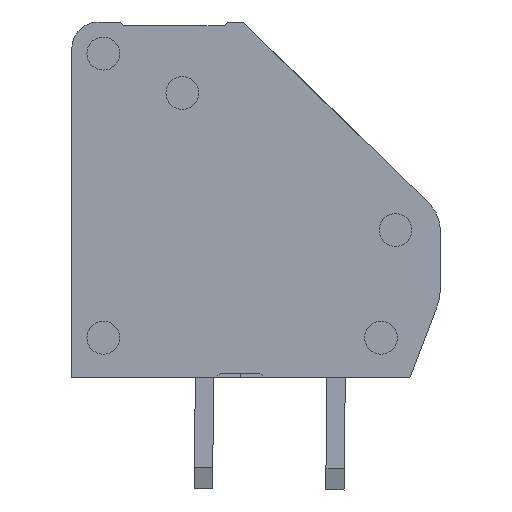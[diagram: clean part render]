
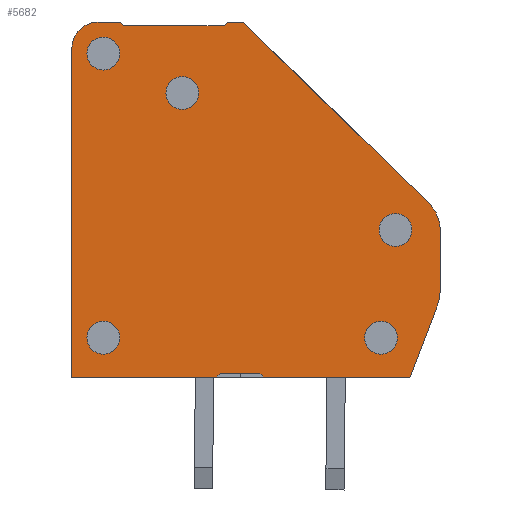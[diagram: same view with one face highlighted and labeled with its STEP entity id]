
A CAD part, front view. The second image highlights one B-rep face of the part: STEP entity #5682.
In plain terms, the highlighted planar face has unit normal (0, -1, 0).
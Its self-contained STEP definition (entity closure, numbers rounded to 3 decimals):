
#267=CIRCLE('',#6186,1.915);
#268=CIRCLE('',#6187,1.397);
#269=CIRCLE('',#6188,1.);
#270=CIRCLE('',#6189,0.625);
#271=CIRCLE('',#6190,0.625);
#272=CIRCLE('',#6191,0.625);
#273=CIRCLE('',#6192,0.625);
#274=CIRCLE('',#6193,0.625);
#1647=ORIENTED_EDGE('',*,*,#2571,.T.);
#1648=ORIENTED_EDGE('',*,*,#2572,.T.);
#1649=ORIENTED_EDGE('',*,*,#2573,.T.);
#1650=ORIENTED_EDGE('',*,*,#2574,.T.);
#1651=ORIENTED_EDGE('',*,*,#2524,.T.);
#1652=ORIENTED_EDGE('',*,*,#2575,.T.);
#1653=ORIENTED_EDGE('',*,*,#2576,.T.);
#1654=ORIENTED_EDGE('',*,*,#2577,.T.);
#1655=ORIENTED_EDGE('',*,*,#2578,.T.);
#1656=ORIENTED_EDGE('',*,*,#2579,.T.);
#1657=ORIENTED_EDGE('',*,*,#2580,.T.);
#1658=ORIENTED_EDGE('',*,*,#2581,.T.);
#1659=ORIENTED_EDGE('',*,*,#2582,.F.);
#1660=ORIENTED_EDGE('',*,*,#2583,.T.);
#1661=ORIENTED_EDGE('',*,*,#2520,.T.);
#1662=ORIENTED_EDGE('',*,*,#2584,.T.);
#1663=ORIENTED_EDGE('',*,*,#2585,.T.);
#1664=ORIENTED_EDGE('',*,*,#2586,.F.);
#1665=ORIENTED_EDGE('',*,*,#2587,.F.);
#1666=ORIENTED_EDGE('',*,*,#2588,.F.);
#1667=ORIENTED_EDGE('',*,*,#2589,.F.);
#1668=ORIENTED_EDGE('',*,*,#2590,.F.);
#2520=EDGE_CURVE('',#3090,#3091,#3711,.T.);
#2524=EDGE_CURVE('',#3094,#3095,#3715,.T.);
#2571=EDGE_CURVE('',#3139,#3140,#3752,.T.);
#2572=EDGE_CURVE('',#3140,#3141,#3753,.T.);
#2573=EDGE_CURVE('',#3141,#3142,#3754,.T.);
#2574=EDGE_CURVE('',#3142,#3094,#3755,.T.);
#2575=EDGE_CURVE('',#3095,#3143,#3756,.T.);
#2576=EDGE_CURVE('',#3143,#3144,#267,.T.);
#2577=EDGE_CURVE('',#3144,#3145,#3757,.T.);
#2578=EDGE_CURVE('',#3145,#3146,#268,.T.);
#2579=EDGE_CURVE('',#3146,#3147,#3758,.T.);
#2580=EDGE_CURVE('',#3147,#3148,#3759,.T.);
#2581=EDGE_CURVE('',#3148,#3149,#3760,.F.);
#2582=EDGE_CURVE('',#3150,#3149,#3761,.T.);
#2583=EDGE_CURVE('',#3150,#3090,#3762,.F.);
#2584=EDGE_CURVE('',#3091,#3151,#269,.T.);
#2585=EDGE_CURVE('',#3151,#3139,#3763,.T.);
#2586=EDGE_CURVE('',#3152,#3152,#270,.T.);
#2587=EDGE_CURVE('',#3153,#3153,#271,.T.);
#2588=EDGE_CURVE('',#3154,#3154,#272,.T.);
#2589=EDGE_CURVE('',#3155,#3155,#273,.T.);
#2590=EDGE_CURVE('',#3156,#3156,#274,.T.);
#3090=VERTEX_POINT('',#9190);
#3091=VERTEX_POINT('',#9191);
#3094=VERTEX_POINT('',#9199);
#3095=VERTEX_POINT('',#9200);
#3139=VERTEX_POINT('',#9293);
#3140=VERTEX_POINT('',#9294);
#3141=VERTEX_POINT('',#9296);
#3142=VERTEX_POINT('',#9298);
#3143=VERTEX_POINT('',#9301);
#3144=VERTEX_POINT('',#9303);
#3145=VERTEX_POINT('',#9305);
#3146=VERTEX_POINT('',#9307);
#3147=VERTEX_POINT('',#9309);
#3148=VERTEX_POINT('',#9311);
#3149=VERTEX_POINT('',#9313);
#3150=VERTEX_POINT('',#9315);
#3151=VERTEX_POINT('',#9318);
#3152=VERTEX_POINT('',#9321);
#3153=VERTEX_POINT('',#9323);
#3154=VERTEX_POINT('',#9325);
#3155=VERTEX_POINT('',#9327);
#3156=VERTEX_POINT('',#9329);
#3711=LINE('',#9189,#4347);
#3715=LINE('',#9198,#4351);
#3752=LINE('',#9292,#4388);
#3753=LINE('',#9295,#4389);
#3754=LINE('',#9297,#4390);
#3755=LINE('',#9299,#4391);
#3756=LINE('',#9300,#4392);
#3757=LINE('',#9304,#4393);
#3758=LINE('',#9308,#4394);
#3759=LINE('',#9310,#4395);
#3760=LINE('',#9312,#4396);
#3761=LINE('',#9314,#4397);
#3762=LINE('',#9316,#4398);
#3763=LINE('',#9319,#4399);
#4347=VECTOR('',#7556,1000.);
#4351=VECTOR('',#7562,1000.);
#4388=VECTOR('',#7623,1000.);
#4389=VECTOR('',#7624,1000.);
#4390=VECTOR('',#7625,1000.);
#4391=VECTOR('',#7626,1000.);
#4392=VECTOR('',#7627,1000.);
#4393=VECTOR('',#7630,1000.);
#4394=VECTOR('',#7633,1000.);
#4395=VECTOR('',#7634,1000.);
#4396=VECTOR('',#7635,1000.);
#4397=VECTOR('',#7636,1000.);
#4398=VECTOR('',#7637,1000.);
#4399=VECTOR('',#7640,1000.);
#4757=EDGE_LOOP('',(#1647,#1648,#1649,#1650,#1651,#1652,#1653,#1654,#1655,
#1656,#1657,#1658,#1659,#1660,#1661,#1662,#1663));
#4758=EDGE_LOOP('',(#1664));
#4759=EDGE_LOOP('',(#1665));
#4760=EDGE_LOOP('',(#1666));
#4761=EDGE_LOOP('',(#1667));
#4762=EDGE_LOOP('',(#1668));
#5124=FACE_BOUND('',#4757,.T.);
#5125=FACE_BOUND('',#4758,.T.);
#5126=FACE_BOUND('',#4759,.T.);
#5127=FACE_BOUND('',#4760,.T.);
#5128=FACE_BOUND('',#4761,.T.);
#5129=FACE_BOUND('',#4762,.T.);
#5387=PLANE('',#6185);
#5682=ADVANCED_FACE('',(#5124,#5125,#5126,#5127,#5128,#5129),#5387,.T.);
#6185=AXIS2_PLACEMENT_3D('',#9291,#7621,#7622);
#6186=AXIS2_PLACEMENT_3D('',#9302,#7628,#7629);
#6187=AXIS2_PLACEMENT_3D('',#9306,#7631,#7632);
#6188=AXIS2_PLACEMENT_3D('',#9317,#7638,#7639);
#6189=AXIS2_PLACEMENT_3D('',#9320,#7641,#7642);
#6190=AXIS2_PLACEMENT_3D('',#9322,#7643,#7644);
#6191=AXIS2_PLACEMENT_3D('',#9324,#7645,#7646);
#6192=AXIS2_PLACEMENT_3D('',#9326,#7647,#7648);
#6193=AXIS2_PLACEMENT_3D('',#9328,#7649,#7650);
#7556=DIRECTION('',(-1.,0.,0.));
#7562=DIRECTION('',(1.,0.,0.));
#7621=DIRECTION('',(0.,-1.,0.));
#7622=DIRECTION('',(0.,0.,-1.));
#7623=DIRECTION('',(1.,0.,0.));
#7624=DIRECTION('',(0.707,0.,0.707));
#7625=DIRECTION('',(1.,0.,0.));
#7626=DIRECTION('',(0.707,0.,-0.707));
#7627=DIRECTION('',(0.358,0.,0.934));
#7628=DIRECTION('',(0.,-1.,0.));
#7629=DIRECTION('',(-1.,0.,0.));
#7630=DIRECTION('',(0.,0.,1.));
#7631=DIRECTION('',(0.,-1.,0.));
#7632=DIRECTION('',(-1.,0.,0.));
#7633=DIRECTION('',(-0.716,0.,0.698));
#7634=DIRECTION('',(-1.,0.,0.));
#7635=DIRECTION('',(0.8,0.,0.6));
#7636=DIRECTION('',(1.,0.,0.));
#7637=DIRECTION('',(0.8,0.,-0.6));
#7638=DIRECTION('',(0.,-1.,0.));
#7639=DIRECTION('',(1.,0.,0.));
#7640=DIRECTION('',(0.,0.,-1.));
#7641=DIRECTION('',(0.,-1.,0.));
#7642=DIRECTION('',(0.,0.,-1.));
#7643=DIRECTION('',(0.,-1.,0.));
#7644=DIRECTION('',(0.,0.,-1.));
#7645=DIRECTION('',(0.,-1.,0.));
#7646=DIRECTION('',(0.,0.,-1.));
#7647=DIRECTION('',(0.,-1.,0.));
#7648=DIRECTION('',(0.,0.,-1.));
#7649=DIRECTION('',(0.,-1.,0.));
#7650=DIRECTION('',(0.,0.,-1.));
#9189=CARTESIAN_POINT('',(1.,0.,13.5));
#9190=CARTESIAN_POINT('',(1.8,0.,13.5));
#9191=CARTESIAN_POINT('',(1.,0.,13.5));
#9198=CARTESIAN_POINT('',(0.,0.,0.));
#9199=CARTESIAN_POINT('',(7.3,0.,0.));
#9200=CARTESIAN_POINT('',(12.852,0.,0.));
#9291=CARTESIAN_POINT('',(12.085,0.,3.35));
#9292=CARTESIAN_POINT('',(0.,0.,0.));
#9293=CARTESIAN_POINT('',(0.,0.,0.));
#9294=CARTESIAN_POINT('',(5.5,0.,0.));
#9295=CARTESIAN_POINT('',(10.468,0.,4.968));
#9296=CARTESIAN_POINT('',(5.65,0.,0.15));
#9297=CARTESIAN_POINT('',(5.65,0.,0.15));
#9298=CARTESIAN_POINT('',(7.15,0.,0.15));
#9299=CARTESIAN_POINT('',(8.018,0.,-0.718));
#9300=CARTESIAN_POINT('',(13.873,0.,2.665));
#9301=CARTESIAN_POINT('',(13.873,0.,2.665));
#9302=CARTESIAN_POINT('',(12.085,0.,3.35));
#9303=CARTESIAN_POINT('',(14.,0.,3.35));
#9304=CARTESIAN_POINT('',(14.,0.,3.35));
#9305=CARTESIAN_POINT('',(14.,0.,5.6));
#9306=CARTESIAN_POINT('',(12.603,0.,5.6));
#9307=CARTESIAN_POINT('',(13.578,0.,6.6));
#9308=CARTESIAN_POINT('',(6.5,0.,13.5));
#9309=CARTESIAN_POINT('',(6.5,0.,13.5));
#9310=CARTESIAN_POINT('',(1.,0.,13.5));
#9311=CARTESIAN_POINT('',(5.95,0.,13.5));
#9312=CARTESIAN_POINT('',(5.004,0.,12.791));
#9313=CARTESIAN_POINT('',(5.75,0.,13.35));
#9314=CARTESIAN_POINT('',(5.75,0.,13.35));
#9315=CARTESIAN_POINT('',(2.,0.,13.35));
#9316=CARTESIAN_POINT('',(13.254,0.,4.909));
#9317=CARTESIAN_POINT('',(1.,0.,12.5));
#9318=CARTESIAN_POINT('',(0.,0.,12.5));
#9319=CARTESIAN_POINT('',(0.,0.,0.));
#9320=CARTESIAN_POINT('',(12.3,0.,5.6));
#9321=CARTESIAN_POINT('',(12.3,0.,4.975));
#9322=CARTESIAN_POINT('',(4.2,0.,10.8));
#9323=CARTESIAN_POINT('',(4.2,0.,10.175));
#9324=CARTESIAN_POINT('',(11.75,0.,1.5));
#9325=CARTESIAN_POINT('',(11.75,0.,0.875));
#9326=CARTESIAN_POINT('',(1.2,0.,1.5));
#9327=CARTESIAN_POINT('',(1.2,0.,0.875));
#9328=CARTESIAN_POINT('',(1.2,0.,12.3));
#9329=CARTESIAN_POINT('',(1.2,0.,11.675));
